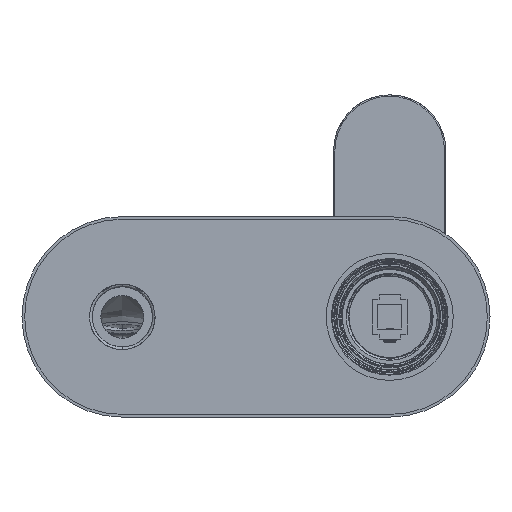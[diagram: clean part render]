
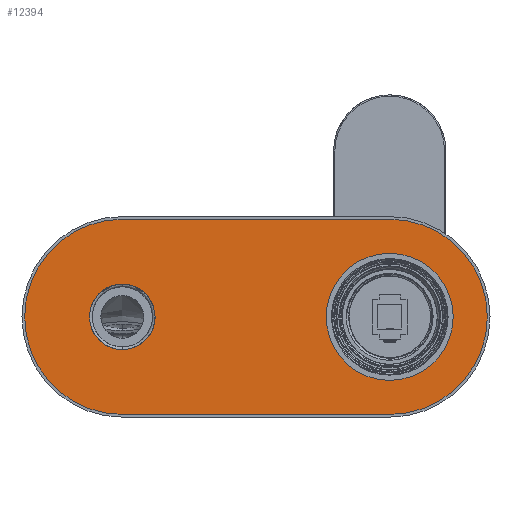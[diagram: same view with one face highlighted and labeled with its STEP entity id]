
A CAD part, front view. The second image highlights one B-rep face of the part: STEP entity #12394.
In plain terms, the highlighted planar face has unit normal (0, -1, 0).
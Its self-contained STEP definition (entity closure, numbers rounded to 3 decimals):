
#11804=DIRECTION('',(-1.,0.,0.));
#11805=VECTOR('',#11804,100.);
#11806=CARTESIAN_POINT('',(0.,4.5,36.5));
#11807=LINE('',#11806,#11805);
#11816=DIRECTION('',(1.,0.,0.));
#11817=VECTOR('',#11816,100.);
#11818=CARTESIAN_POINT('',(-100.,4.5,-36.5));
#11819=LINE('',#11818,#11817);
#11828=CARTESIAN_POINT('',(0.,4.5,0.));
#11829=DIRECTION('',(0.,1.,0.));
#11830=DIRECTION('',(0.,0.,1.));
#11831=AXIS2_PLACEMENT_3D('',#11828,#11829,#11830);
#11833=CARTESIAN_POINT('',(-100.,4.5,0.));
#11834=DIRECTION('',(0.,1.,0.));
#11835=DIRECTION('',(0.,0.,-1.));
#11836=AXIS2_PLACEMENT_3D('',#11833,#11834,#11835);
#11838=CARTESIAN_POINT('',(-100.,4.5,0.));
#11839=DIRECTION('',(0.,1.,0.));
#11840=DIRECTION('',(-1.,0.,0.));
#11841=AXIS2_PLACEMENT_3D('',#11838,#11839,#11840);
#11843=CARTESIAN_POINT('',(-100.,4.5,0.));
#11844=DIRECTION('',(0.,-1.,0.));
#11845=DIRECTION('',(1.,0.,0.));
#11846=AXIS2_PLACEMENT_3D('',#11843,#11844,#11845);
#11848=CARTESIAN_POINT('',(-100.,4.5,0.));
#11849=DIRECTION('',(0.,-1.,0.));
#11850=DIRECTION('',(-1.,0.,0.));
#11851=AXIS2_PLACEMENT_3D('',#11848,#11849,#11850);
#11853=CARTESIAN_POINT('',(0.,4.5,0.));
#11854=DIRECTION('',(0.,-1.,0.));
#11855=DIRECTION('',(-1.,0.,0.));
#11856=AXIS2_PLACEMENT_3D('',#11853,#11854,#11855);
#11858=CARTESIAN_POINT('',(0.,4.5,0.));
#11859=DIRECTION('',(0.,-1.,0.));
#11860=DIRECTION('',(1.,0.,0.));
#11861=AXIS2_PLACEMENT_3D('',#11858,#11859,#11860);
#12119=CARTESIAN_POINT('',(0.,4.5,36.5));
#12120=VERTEX_POINT('',#12119);
#12121=CARTESIAN_POINT('',(-100.,4.5,36.5));
#12122=VERTEX_POINT('',#12121);
#12123=CARTESIAN_POINT('',(0.,4.5,-36.5));
#12124=VERTEX_POINT('',#12123);
#12125=CARTESIAN_POINT('',(-100.,4.5,-36.5));
#12126=VERTEX_POINT('',#12125);
#12127=CARTESIAN_POINT('',(-136.5,4.5,0.));
#12128=VERTEX_POINT('',#12127);
#12129=CARTESIAN_POINT('',(-87.75,4.5,0.));
#12130=CARTESIAN_POINT('',(-112.25,4.5,0.));
#12131=VERTEX_POINT('',#12129);
#12132=VERTEX_POINT('',#12130);
#12133=CARTESIAN_POINT('',(-23.75,4.5,0.));
#12134=CARTESIAN_POINT('',(23.75,4.5,0.));
#12135=VERTEX_POINT('',#12133);
#12136=VERTEX_POINT('',#12134);
#12370=CARTESIAN_POINT('',(0.,4.5,0.));
#12371=DIRECTION('',(0.,1.,0.));
#12372=DIRECTION('',(1.,0.,0.));
#12373=AXIS2_PLACEMENT_3D('',#12370,#12371,#12372);
#12374=PLANE('',#12373);
#12375=ORIENTED_EDGE('',*,*,#12334,.T.);
#12376=ORIENTED_EDGE('',*,*,#12348,.F.);
#12377=ORIENTED_EDGE('',*,*,#12364,.T.);
#12378=ORIENTED_EDGE('',*,*,#12362,.T.);
#12379=ORIENTED_EDGE('',*,*,#12319,.F.);
#12380=EDGE_LOOP('',(#12375,#12376,#12377,#12378,#12379));
#12381=FACE_OUTER_BOUND('',#12380,.F.);
#12383=ORIENTED_EDGE('',*,*,#12382,.T.);
#12385=ORIENTED_EDGE('',*,*,#12384,.T.);
#12386=EDGE_LOOP('',(#12383,#12385));
#12387=FACE_BOUND('',#12386,.F.);
#12389=ORIENTED_EDGE('',*,*,#12388,.T.);
#12391=ORIENTED_EDGE('',*,*,#12390,.T.);
#12392=EDGE_LOOP('',(#12389,#12391));
#12393=FACE_BOUND('',#12392,.F.);
#11832=CIRCLE('',#11831,36.5);
#11837=CIRCLE('',#11836,36.5);
#11842=CIRCLE('',#11841,36.5);
#11847=CIRCLE('',#11846,12.25);
#11852=CIRCLE('',#11851,12.25);
#11857=CIRCLE('',#11856,23.75);
#11862=CIRCLE('',#11861,23.75);
#12319=EDGE_CURVE('',#12120,#12122,#11807,.T.);
#12334=EDGE_CURVE('',#12120,#12124,#11832,.T.);
#12348=EDGE_CURVE('',#12126,#12124,#11819,.T.);
#12362=EDGE_CURVE('',#12128,#12122,#11842,.T.);
#12364=EDGE_CURVE('',#12126,#12128,#11837,.T.);
#12382=EDGE_CURVE('',#12131,#12132,#11847,.T.);
#12384=EDGE_CURVE('',#12132,#12131,#11852,.T.);
#12388=EDGE_CURVE('',#12135,#12136,#11857,.T.);
#12390=EDGE_CURVE('',#12136,#12135,#11862,.T.);
#12394=ADVANCED_FACE('',(#12381,#12387,#12393),#12374,.F.);
